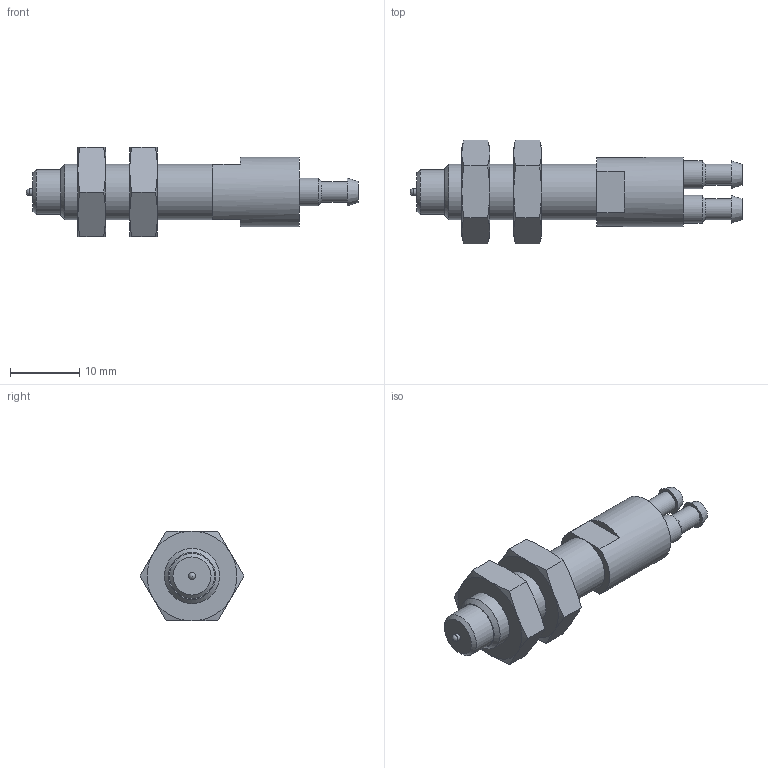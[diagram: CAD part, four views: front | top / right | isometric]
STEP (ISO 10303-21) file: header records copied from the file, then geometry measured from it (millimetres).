
FILE_DESCRIPTION(/* description */ ('STEP AP214'),/* implementation_level */ '2;1');
FILE_NAME(/* name */ '9830_SDV-2-B',/* time_stamp */ '2024-09-15T00:32:04+02:00',/* author */ ('License CC BY-ND 4.0'),/* organization */ ('CADENAS'),/* preprocessor_version */ 'ST-DEVELOPER v19.3',/* originating_system */ 'PARTsolutions',/* authorisation */ ' ');
FILE_SCHEMA (('AUTOMOTIVE_DESIGN {1 0 10303 214 3 1 1}'));
Length unit declared in the file: millimetre
Products named in the file (1): 9830 SDV-2-B
Bounding box: 48 x 15.01 x 13 mm (x, y, z)
Volume: 3068.8 mm3; surface area: 1961.9 mm2
Topology: 1 solids, 1 shells, 74 faces, 153 edges, 92 vertices
Faces by surface type: plane 31, cone 30, cylinder 12, sphere 1
Full cylindrical faces by diameter (mm): 1 x1, 2 x2, 3 x2, 4 x2, 6.5 x1, 8 x3, 10 x1
Entity records: 1864 total; most frequent: CARTESIAN_POINT 433, DIRECTION 288, ORIENTED_EDGE 256, AXIS2_PLACEMENT_3D 133, EDGE_CURVE 128, EDGE_LOOP 104, FACE_BOUND 104, VERTEX_POINT 86
